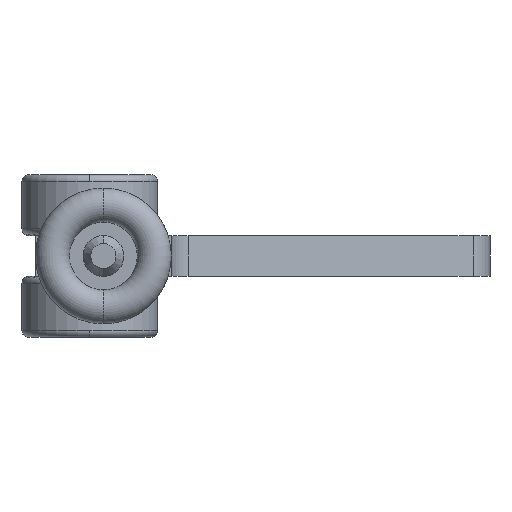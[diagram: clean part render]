
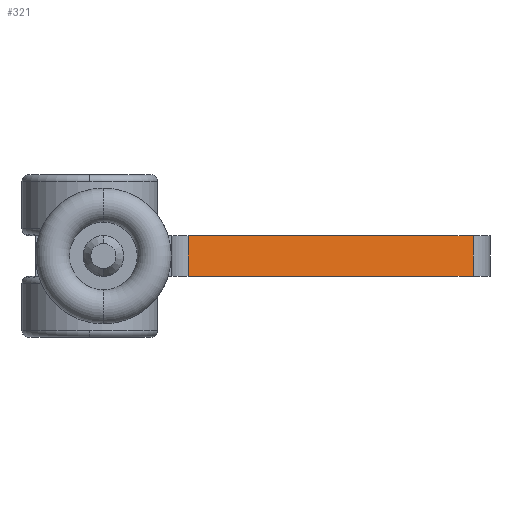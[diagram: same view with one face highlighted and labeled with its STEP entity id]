
A CAD part, left-side view. The second image highlights one B-rep face of the part: STEP entity #321.
In plain terms, the highlighted planar face has unit normal (-0.866, -0.5, 0).
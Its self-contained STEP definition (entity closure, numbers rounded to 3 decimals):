
#321=ADVANCED_FACE('',(#678),#679,.T.);
#678=FACE_OUTER_BOUND('',#1070,.T.);
#679=PLANE('',#1071);
#1070=EDGE_LOOP('',(#1972,#1973,#1974,#1975));
#1071=AXIS2_PLACEMENT_3D('',#1976,#1977,#1978);
#1972=ORIENTED_EDGE('',*,*,#2519,.T.);
#1973=ORIENTED_EDGE('',*,*,#2609,.T.);
#1974=ORIENTED_EDGE('',*,*,#2580,.F.);
#1975=ORIENTED_EDGE('',*,*,#2607,.F.);
#1976=CARTESIAN_POINT('',(-29.791,5.6,-3.3));
#1977=DIRECTION('',(-0.866,-0.5,0.0));
#1978=DIRECTION('',(-0.5,0.866,0.0));
#2519=EDGE_CURVE('',#3091,#3089,#3092,.T.);
#2580=EDGE_CURVE('',#3165,#3167,#3168,.T.);
#2607=EDGE_CURVE('',#3091,#3165,#3204,.T.);
#2609=EDGE_CURVE('',#3089,#3167,#3206,.T.);
#3089=VERTEX_POINT('',#3756);
#3091=VERTEX_POINT('',#3758);
#3092=LINE('',#3759,#3760);
#3165=VERTEX_POINT('',#3850);
#3167=VERTEX_POINT('',#3852);
#3168=LINE('',#3853,#3854);
#3204=LINE('',#3902,#3903);
#3206=LINE('',#3905,#3906);
#3756=CARTESIAN_POINT('',(-4.33,-38.5,-3.0));
#3758=CARTESIAN_POINT('',(-28.579,3.5,-3.0));
#3759=CARTESIAN_POINT('',(-28.579,3.5,-3.0));
#3760=VECTOR('',#4441,48.497);
#3850=CARTESIAN_POINT('',(-28.579,3.5,3.0));
#3852=CARTESIAN_POINT('',(-4.33,-38.5,3.0));
#3853=CARTESIAN_POINT('',(-28.579,3.5,3.0));
#3854=VECTOR('',#4534,48.497);
#3902=CARTESIAN_POINT('',(-28.579,3.5,-3.0));
#3903=VECTOR('',#4565,6.0);
#3905=CARTESIAN_POINT('',(-4.33,-38.5,-3.0));
#3906=VECTOR('',#4566,6.0);
#4441=DIRECTION('',(0.5,-0.866,0.0));
#4534=DIRECTION('',(0.5,-0.866,0.0));
#4565=DIRECTION('',(0.0,0.0,1.0));
#4566=DIRECTION('',(0.0,0.0,1.0));
